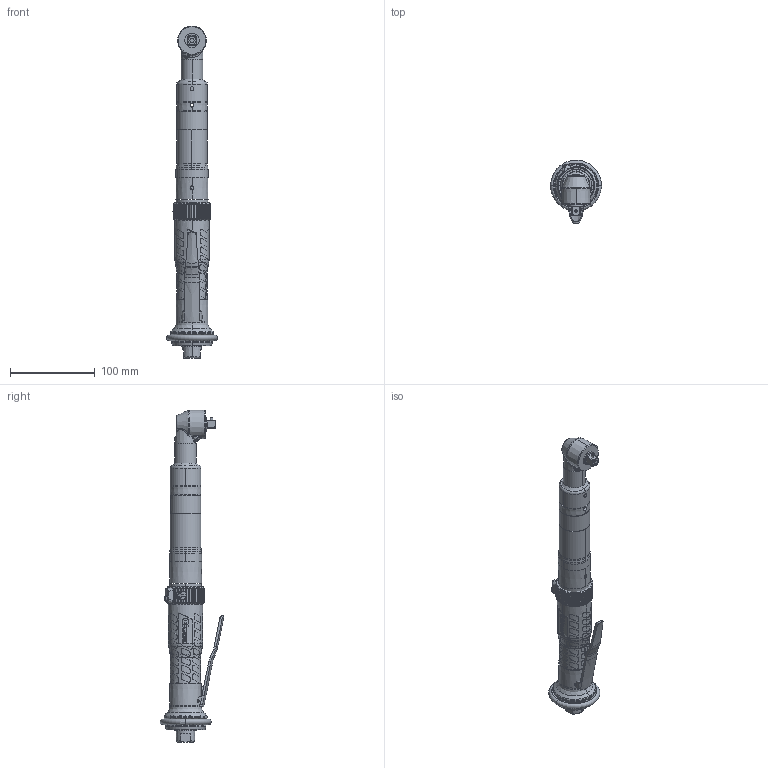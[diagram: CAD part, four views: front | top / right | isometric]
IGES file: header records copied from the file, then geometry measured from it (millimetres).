
Start section:  PTC IGES file: 34raa33ax3_sw.igs
Global section: file name: 34raa33ax3_sw.igs; native system: Pro/ENGINEER by Parametric Technology Corporation; preprocessor: 2002310; author: SmithS; organization: Unknown; date: 051219.082358; units: inch
Bounding box: 60.45 x 75.57 x 392.63 mm (x, y, z)
Surface area: 82451.8 mm2 (no closed solid volume)
Topology: 0 solids, 0 shells, 718 faces, 3867 edges, 3861 vertices
Faces by surface type: revolution 389, bspline 244, extrusion 85
